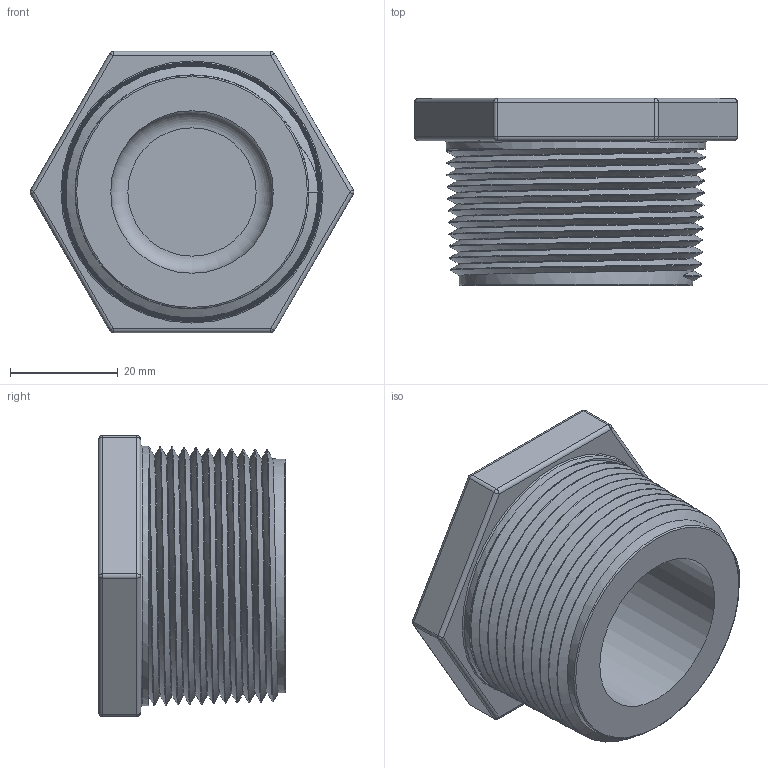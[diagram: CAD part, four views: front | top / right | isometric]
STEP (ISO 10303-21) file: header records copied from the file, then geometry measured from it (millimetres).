
FILE_DESCRIPTION(/* description */ ('1 1/2" PIPE PLUG'),/* implementation_level */ '2;1');
FILE_NAME(/* name */ 'PLUG150.stp',/* time_stamp */ '2013-11-05T13:14:24-05:00',/* author */ ('DTruax'),/* organization */ (''),/* preprocessor_version */ 'ST-DEVELOPER v15.2',/* originating_system */ 'Autodesk Inventor 2014',/* authorisation */ '');
FILE_SCHEMA (('AUTOMOTIVE_DESIGN { 1 0 10303 214 3 1 1 }'));
Length unit declared in the file: inch
Products named in the file (1): PLUG150
Bounding box: 60.18 x 34.8 x 52.32 mm (x, y, z)
Volume: 44015.4 mm3; surface area: 15034.2 mm2
Topology: 1 solids, 1 shells, 64 faces, 137 edges, 77 vertices
Faces by surface type: cylinder 21, cone 14, sphere 12, plane 11, torus 3, bspline 3
Full cylindrical faces by diameter (mm): 30.226 x1, 48.26 x1
Entity records: 3856 total; most frequent: CARTESIAN_POINT 2782, DIRECTION 235, ORIENTED_EDGE 196, EDGE_CURVE 98, AXIS2_PLACEMENT_3D 98, EDGE_LOOP 61, VERTEX_POINT 55, ADVANCED_FACE 53
